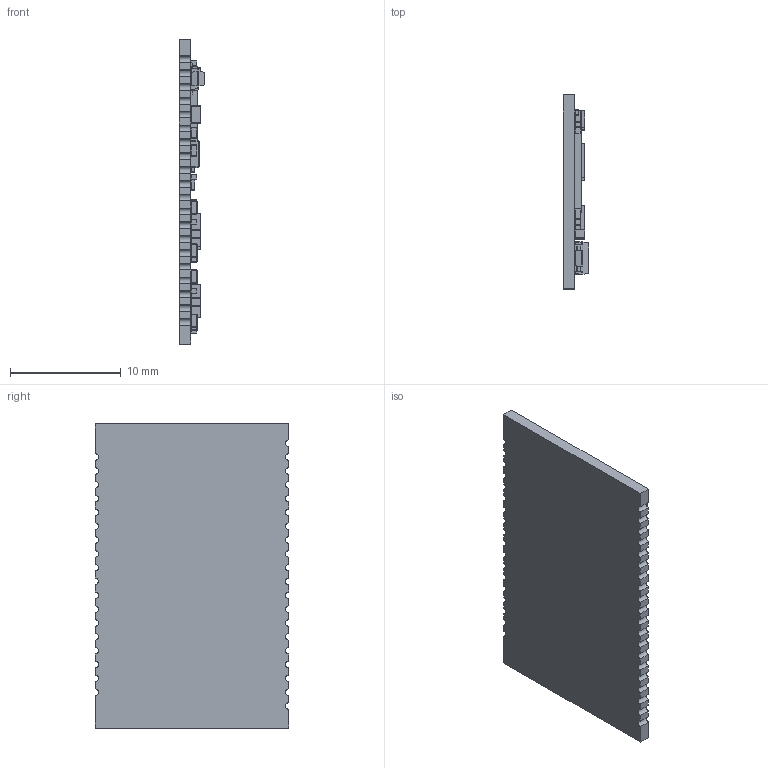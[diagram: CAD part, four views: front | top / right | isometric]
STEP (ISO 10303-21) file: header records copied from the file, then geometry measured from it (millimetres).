
FILE_DESCRIPTION(('Open CASCADE Model'),'2;1');
FILE_NAME('Open CASCADE Shape Model','2026-02-10T20:35:27',('Author'),( 'Open CASCADE'),'Open CASCADE STEP processor 7.7','Open CASCADE 7.7' ,'Unknown');
FILE_SCHEMA(('AUTOMOTIVE_DESIGN { 1 0 10303 214 1 1 1 1 }'));
Length unit declared in the file: millimetre
Products named in the file (61): Open CASCADE STEP translator 7.7 1; SCE2-M; Board_2; C13; CAPC1005X56N_EIA_0402; C14; Y1; User_Library-Osc_KC2520; User_Library-Osc_KC2520_Imported_4; User_Library-Osc_KC2520_Imported_5; C1; CAPC1608X92N_EIA_0603; C2; U2; SOT23-3; U4; 825125784; Extruded; U3; U5; U6; R11; RESC2012X60N_EIA_0805; R8; R9; R6; R10; R12; R5; R7; C5; C6; C4; C7; C3; R1; RESC1005X40N_EIA_0402; R3; R4; R2 ...
Assembly tree (97 placements, depth 6):
  Open CASCADE STEP translator 7.7 1
    Open CASCADE STEP translator 7.7 1
      SCE2-M
        Board_2
        C13
          CAPC1005X56N_EIA_0402
        C14
          CAPC1005X56N_EIA_0402
        Y1
          User_Library-Osc_KC2520
            User_Library-Osc_KC2520_Imported_4
            User_Library-Osc_KC2520_Imported_5
        C1
          CAPC1608X92N_EIA_0603
        C2
          CAPC1608X92N_EIA_0603
        U2
          SOT23-3
        U4
          825125784
            Extruded
        U3
          825125784
            Extruded
        U5
          825125784
            Extruded
        U6
          825125784
            Extruded
        R11
          RESC2012X60N_EIA_0805
        R8
          RESC2012X60N_EIA_0805
        R9
          RESC2012X60N_EIA_0805
        R6
          RESC2012X60N_EIA_0805
        R10
          RESC2012X60N_EIA_0805
        R12
          RESC2012X60N_EIA_0805
        R5
          RESC2012X60N_EIA_0805
        R7
          RESC2012X60N_EIA_0805
        C5
          CAPC1005X56N_EIA_0402
        C6
          CAPC1005X56N_EIA_0402
        C4
          CAPC1005X56N_EIA_0402
        C7
          CAPC1005X56N_EIA_0402
        C3
          CAPC1005X56N_EIA_0402
        R1
          RESC1005X40N_EIA_0402
        R3
          RESC1005X40N_EIA_0402
Bounding box: 2.31 x 17.5 x 27.5 mm (x, y, z)
Volume: 579.9 mm3; surface area: 1497.6 mm2
Topology: 47 solids, 47 shells, 1186 faces, 2648 edges, 1252 vertices
Faces by surface type: cylinder 516, plane 366, bspline 304
Entity records: 22992 total; most frequent: CARTESIAN_POINT 6014, DIRECTION 2780, LINE 1596, VECTOR 1596, ORIENTED_EDGE 1352, PCURVE 1352, DEFINITIONAL_REPRESENTATION 1352, EDGE_CURVE 676
